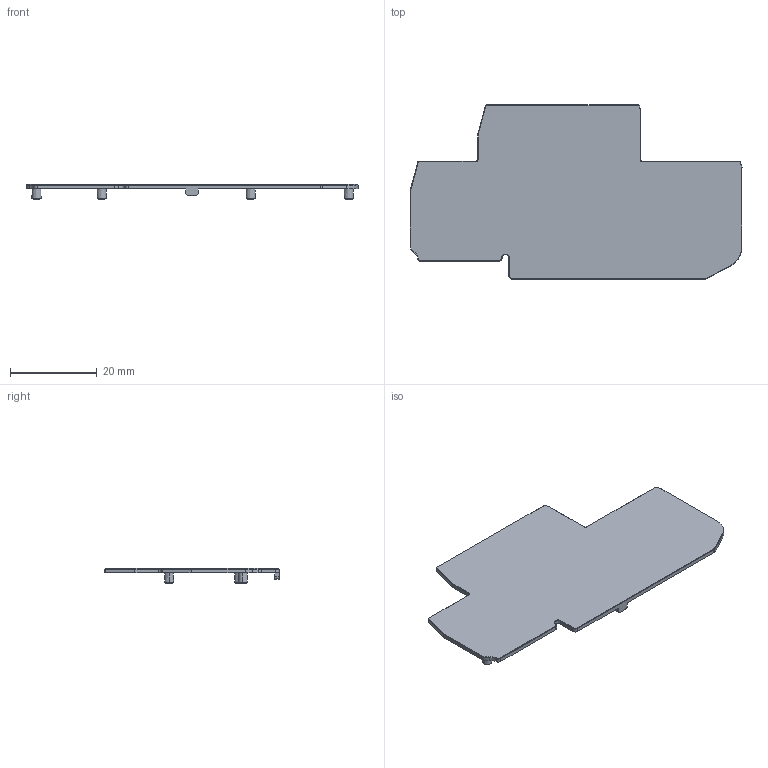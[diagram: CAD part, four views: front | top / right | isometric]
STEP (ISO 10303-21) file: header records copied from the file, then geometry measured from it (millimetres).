
FILE_DESCRIPTION (( 'STEP AP203' ), '1' );
FILE_NAME ('KN-PEC25-12-25.step', '2025-04-29T14:27:57', ( '' ), ( '' ), 'SwSTEP 2.0', 'SolidWorks 2024', '' );
FILE_SCHEMA (( 'CONFIG_CONTROL_DESIGN' ));
Length unit declared in the file: inch
Products named in the file (1): KN-PEC25-12-25
Bounding box: 76.61 x 40.19 x 3.5 mm (x, y, z)
Volume: 2472.8 mm3; surface area: 5176.7 mm2
Topology: 1 solids, 1 shells, 99 faces, 268 edges, 176 vertices
Faces by surface type: plane 45, cylinder 38, cone 16
Entity records: 3217 total; most frequent: DIRECTION 568, CARTESIAN_POINT 544, ORIENTED_EDGE 536, EDGE_CURVE 268, AXIS2_PLACEMENT_3D 200, VERTEX_POINT 176, VECTOR 168, LINE 168
